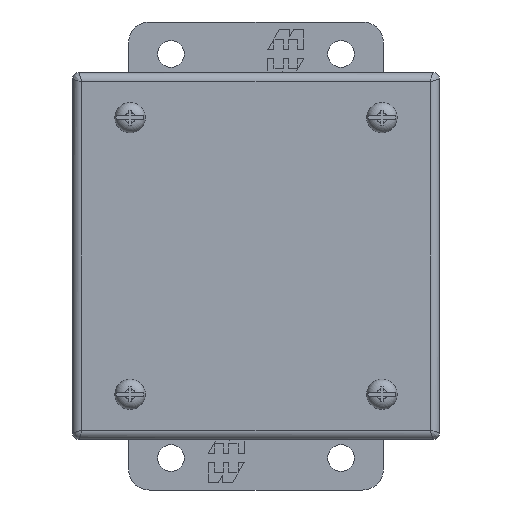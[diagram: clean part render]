
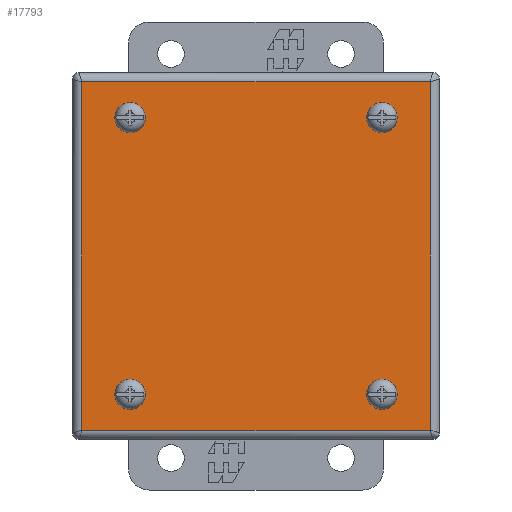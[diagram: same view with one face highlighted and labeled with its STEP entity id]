
A CAD part, front view. The second image highlights one B-rep face of the part: STEP entity #17793.
In plain terms, the highlighted planar face has unit normal (0, -1, 0).
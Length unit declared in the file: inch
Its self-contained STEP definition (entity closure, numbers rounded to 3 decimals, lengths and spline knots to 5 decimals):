
#210 = DIRECTION ( 'NONE',  ( 0., 0., -1. ) ) ;
#1801 = CARTESIAN_POINT ( 'NONE',  ( 2.04803, -3.17205, 0. ) ) ;
#2011 = ORIENTED_EDGE ( 'NONE', *, *, #19546, .F. ) ;
#3387 = VECTOR ( 'NONE', #210, 39.37008 ) ;
#3696 = DIRECTION ( 'NONE',  ( 0., 0., 1. ) ) ;
#3981 = AXIS2_PLACEMENT_3D ( 'NONE', #16831, #13438, #3696 ) ;
#5740 = DIRECTION ( 'NONE',  ( -1., 0., 0. ) ) ;
#6314 = EDGE_CURVE ( 'NONE', #14090, #8005, #20297, .T. ) ;
#6686 = EDGE_CURVE ( 'NONE', #9219, #14090, #16695, .T. ) ;
#6798 = CARTESIAN_POINT ( 'NONE',  ( 2.04803, -3.17205, 2.04803 ) ) ;
#7814 = FACE_OUTER_BOUND ( 'NONE', #17974, .T. ) ;
#8005 = VERTEX_POINT ( 'NONE', #14643 ) ;
#8699 = EDGE_CURVE ( 'NONE', #14875, #9219, #17447, .T. ) ;
#8745 = VECTOR ( 'NONE', #20319, 39.37008 ) ;
#9219 = VERTEX_POINT ( 'NONE', #13593 ) ;
#9240 = VECTOR ( 'NONE', #5740, 39.37008 ) ;
#10105 = ORIENTED_EDGE ( 'NONE', *, *, #8699, .F. ) ;
#11028 = CARTESIAN_POINT ( 'NONE',  ( -2.04803, -3.17205, -2.04803 ) ) ;
#12623 = ORIENTED_EDGE ( 'NONE', *, *, #6314, .F. ) ;
#13157 = DIRECTION ( 'NONE',  ( 0., 0., 1. ) ) ;
#13275 = ORIENTED_EDGE ( 'NONE', *, *, #6686, .F. ) ;
#13299 = PLANE ( 'NONE',  #3981 ) ;
#13438 = DIRECTION ( 'NONE',  ( 0., 1., 0. ) ) ;
#13593 = CARTESIAN_POINT ( 'NONE',  ( 2.04803, -3.17205, -2.04803 ) ) ;
#14090 = VERTEX_POINT ( 'NONE', #11028 ) ;
#14643 = CARTESIAN_POINT ( 'NONE',  ( -2.04803, -3.17205, 2.04803 ) ) ;
#14875 = VERTEX_POINT ( 'NONE', #6798 ) ;
#14884 = CARTESIAN_POINT ( 'NONE',  ( -2.04803, -3.17205, 0. ) ) ;
#15436 = CARTESIAN_POINT ( 'NONE',  ( 0., -3.17205, 2.04803 ) ) ;
#16695 = LINE ( 'NONE', #18695, #9240 ) ;
#16831 = CARTESIAN_POINT ( 'NONE',  ( 0., -3.17205, 0. ) ) ;
#17447 = LINE ( 'NONE', #1801, #3387 ) ;
#17793 = ADVANCED_FACE ( 'NONE', ( #7814 ), #13299, .F. ) ;
#17974 = EDGE_LOOP ( 'NONE', ( #13275, #10105, #2011, #12623 ) ) ;
#18000 = VECTOR ( 'NONE', #13157, 39.37008 ) ;
#18695 = CARTESIAN_POINT ( 'NONE',  ( 0., -3.17205, -2.04803 ) ) ;
#19546 = EDGE_CURVE ( 'NONE', #8005, #14875, #20796, .T. ) ;
#20297 = LINE ( 'NONE', #14884, #18000 ) ;
#20319 = DIRECTION ( 'NONE',  ( 1., 0., 0. ) ) ;
#20796 = LINE ( 'NONE', #15436, #8745 ) ;
